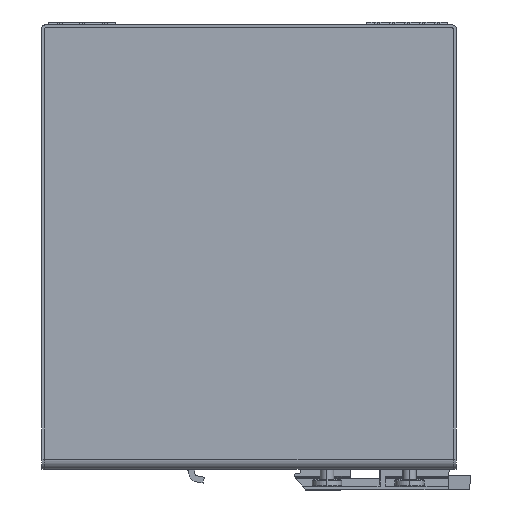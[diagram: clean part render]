
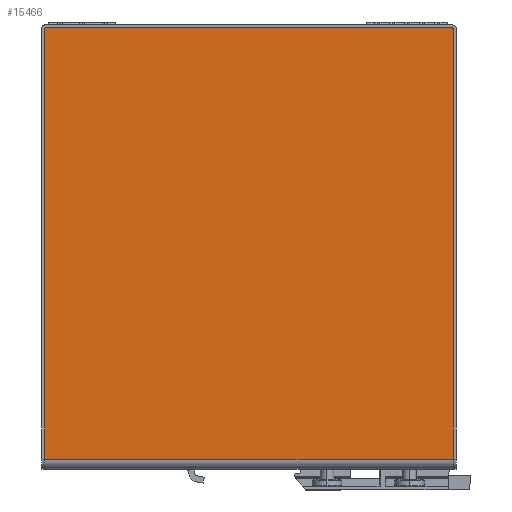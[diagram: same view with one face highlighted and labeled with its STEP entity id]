
A CAD part, left-side view. The second image highlights one B-rep face of the part: STEP entity #15466.
In plain terms, the highlighted planar face has unit normal (-1, 0, 0).
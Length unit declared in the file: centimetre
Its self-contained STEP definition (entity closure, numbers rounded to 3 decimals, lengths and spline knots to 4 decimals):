
#488=PLANE('',#16486);
#1165=VECTOR('',#17763,1.);
#1167=VECTOR('',#17770,1.);
#1171=VECTOR('',#17781,1.);
#1174=VECTOR('',#17791,1.);
#2911=LINE('',#21253,#1165);
#2913=LINE('',#21261,#1167);
#2917=LINE('',#21273,#1171);
#2920=LINE('',#21284,#1174);
#4650=VERTEX_POINT('',#21252);
#4651=VERTEX_POINT('',#21254);
#4653=VERTEX_POINT('',#21260);
#4654=VERTEX_POINT('',#21262);
#4657=VERTEX_POINT('',#21270);
#4658=VERTEX_POINT('',#21274);
#6004=CIRCLE('',#16482,0.03);
#6007=CIRCLE('',#16487,0.03);
#6446=EDGE_CURVE('',#4651,#4650,#2911,.T.);
#6451=EDGE_CURVE('',#4654,#4653,#2913,.T.);
#6455=EDGE_CURVE('',#4654,#4657,#6004,.T.);
#6457=EDGE_CURVE('',#4658,#4657,#2917,.T.);
#6462=EDGE_CURVE('',#4651,#4653,#6007,.T.);
#6463=EDGE_CURVE('',#4658,#4650,#2920,.T.);
#8913=ORIENTED_EDGE('',*,*,#6455,.F.);
#8914=ORIENTED_EDGE('',*,*,#6451,.T.);
#8915=ORIENTED_EDGE('',*,*,#6462,.F.);
#8916=ORIENTED_EDGE('',*,*,#6446,.T.);
#8917=ORIENTED_EDGE('',*,*,#6463,.F.);
#8918=ORIENTED_EDGE('',*,*,#6457,.T.);
#13324=EDGE_LOOP('',(#8913,#8914,#8915,#8916,#8917,#8918));
#14401=FACE_BOUND('',#13324,.T.);
#15466=ADVANCED_FACE('',(#14401),#488,.T.);
#16482=AXIS2_PLACEMENT_3D('',#21269,#17777,#17778);
#16486=AXIS2_PLACEMENT_3D('',#21282,#17788,$);
#16487=AXIS2_PLACEMENT_3D('',#21283,#17789,#17790);
#17763=DIRECTION('',(0.,0.,-1.));
#17770=DIRECTION('',(0.,1.,0.));
#17777=DIRECTION('',(1.,0.,0.));
#17778=DIRECTION('',(0.,-0.021,0.021));
#17781=DIRECTION('',(0.,0.,1.));
#17788=DIRECTION('',(-1.,0.,0.));
#17789=DIRECTION('',(1.,0.,0.));
#17790=DIRECTION('',(0.,0.021,0.021));
#17791=DIRECTION('',(0.,1.,0.));
#21252=CARTESIAN_POINT('',(-3.5,13.854,-7.13));
#21253=CARTESIAN_POINT('',(-3.5,13.854,-7.48));
#21254=CARTESIAN_POINT('',(-3.5,13.854,7.45));
#21260=CARTESIAN_POINT('',(-3.5,13.824,7.48));
#21261=CARTESIAN_POINT('',(-3.5,0.,7.48));
#21262=CARTESIAN_POINT('',(-3.5,0.03,7.48));
#21269=CARTESIAN_POINT('',(-3.5,0.03,7.45));
#21270=CARTESIAN_POINT('',(-3.5,0.,7.45));
#21273=CARTESIAN_POINT('',(-3.5,0.,-7.48));
#21274=CARTESIAN_POINT('',(-3.5,0.,-7.13));
#21282=CARTESIAN_POINT('',(-3.5,0.,0.));
#21283=CARTESIAN_POINT('',(-3.5,13.824,7.45));
#21284=CARTESIAN_POINT('',(-3.5,0.,-7.13));
